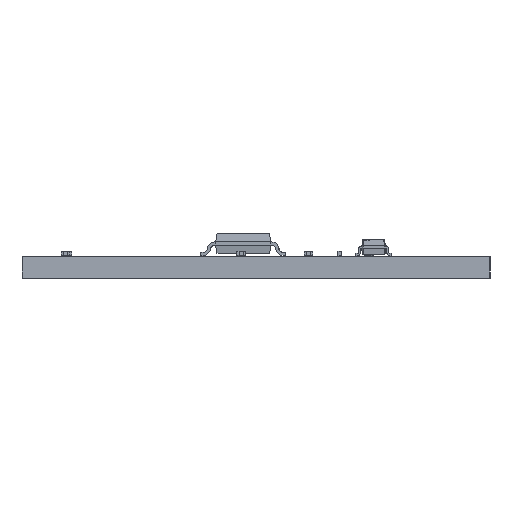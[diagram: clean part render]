
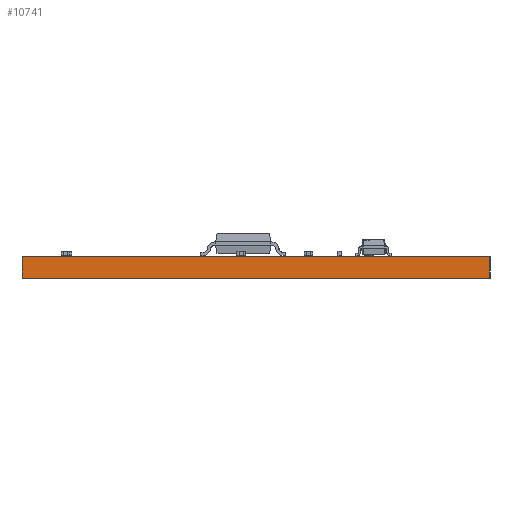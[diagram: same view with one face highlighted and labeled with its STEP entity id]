
A CAD part, left-side view. The second image highlights one B-rep face of the part: STEP entity #10741.
In plain terms, the highlighted planar face has unit normal (-1, 0, 0).
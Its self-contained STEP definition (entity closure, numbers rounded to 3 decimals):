
#10685 = VERTEX_POINT('',#10686);
#10686 = CARTESIAN_POINT('',(68.8,-97.6,1.51));
#10692 = EDGE_CURVE('',#10693,#10685,#10695,.T.);
#10693 = VERTEX_POINT('',#10694);
#10694 = CARTESIAN_POINT('',(68.8,-97.6,0.));
#10695 = LINE('',#10696,#10697);
#10696 = CARTESIAN_POINT('',(68.8,-97.6,0.));
#10697 = VECTOR('',#10698,1.);
#10698 = DIRECTION('',(0.,0.,1.));
#10741 = ADVANCED_FACE('',(#10742),#10767,.T.);
#10742 = FACE_BOUND('',#10743,.T.);
#10743 = EDGE_LOOP('',(#10744,#10745,#10753,#10761));
#10744 = ORIENTED_EDGE('',*,*,#10692,.T.);
#10745 = ORIENTED_EDGE('',*,*,#10746,.T.);
#10746 = EDGE_CURVE('',#10685,#10747,#10749,.T.);
#10747 = VERTEX_POINT('',#10748);
#10748 = CARTESIAN_POINT('',(68.8,-64.6,1.51));
#10749 = LINE('',#10750,#10751);
#10750 = CARTESIAN_POINT('',(68.8,-97.6,1.51));
#10751 = VECTOR('',#10752,1.);
#10752 = DIRECTION('',(0.,1.,0.));
#10753 = ORIENTED_EDGE('',*,*,#10754,.F.);
#10754 = EDGE_CURVE('',#10755,#10747,#10757,.T.);
#10755 = VERTEX_POINT('',#10756);
#10756 = CARTESIAN_POINT('',(68.8,-64.6,0.));
#10757 = LINE('',#10758,#10759);
#10758 = CARTESIAN_POINT('',(68.8,-64.6,0.));
#10759 = VECTOR('',#10760,1.);
#10760 = DIRECTION('',(0.,0.,1.));
#10761 = ORIENTED_EDGE('',*,*,#10762,.F.);
#10762 = EDGE_CURVE('',#10693,#10755,#10763,.T.);
#10763 = LINE('',#10764,#10765);
#10764 = CARTESIAN_POINT('',(68.8,-97.6,0.));
#10765 = VECTOR('',#10766,1.);
#10766 = DIRECTION('',(0.,1.,0.));
#10767 = PLANE('',#10768);
#10768 = AXIS2_PLACEMENT_3D('',#10769,#10770,#10771);
#10769 = CARTESIAN_POINT('',(68.8,-97.6,0.));
#10770 = DIRECTION('',(-1.,0.,0.));
#10771 = DIRECTION('',(0.,1.,0.));
